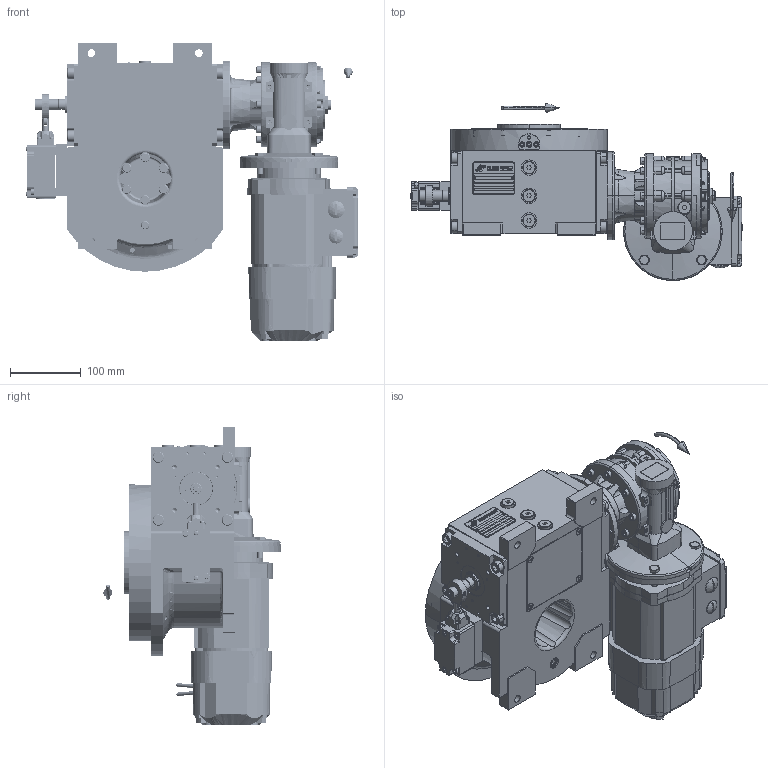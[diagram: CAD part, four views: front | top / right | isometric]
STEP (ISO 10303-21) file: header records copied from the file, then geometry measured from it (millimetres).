
FILE_DESCRIPTION (( 'STEP AP203' ), '1' );
FILE_NAME ('PC5200565.step', '2024-08-29T12:28:28', ( '' ), ( '' ), 'SwSTEP 2.0', 'SolidWorks 2020', '' );
FILE_SCHEMA (( 'CONFIG_CONTROL_DESIGN' ));
Length unit declared in the file: millimetre
Products named in the file (90): cfn2000_01_168; rig06_001_a_s_027; cfn2107_01_001; AS_900_38_30_003; cfn2155_01_056; cfn2000_01_126; AS_rig06_071_6_m; cfn2000_01_124; CFN2010_02_002^rig06_071_06_m_asm(2)_rig06_071_06_m_asm.stp; cfn2003_01_054; AS_cfn2400_01_001; cfn2128_04_004; RMI50_F1_LCB_SX_63B5; 900_38_10_49_4; cfn2010_01_015.prt; AS_rig06_016; CFN2203_02_001^rig06_071_06_m_asm(2)_rig06_071_06_m_asm.stp; rig06_003_6; CFN2104_02_017^RIG06_005_ASM_rig06_071_06_m_asm(2)_rig06_071_06_m_asm.stp; cfn2115_01_005; CFN2000_01_185^RIG06_005_ASM_rig06_071_06_m_asm(2)_rig06_071_06_m_asm.stp; AS_900_38_11_34_4; cfn2000_01_103; CFN2356_03_047^rig06_071_06_m_asm(2)_rig06_071_06_m_asm.stp; cfn2115_02_165; olio_agip_blasia_150; freccia_angolare_albero; 9004_1704; cfn2476_01_002_60x46; rig06_071_06_m_asm.stp; cfn2073_01_012; cfn2276_01_074; rig06_005_n_01; CFN2223_01-570X6-B^rig06_071_06_m_asm(2)_rig06_071_06_m_asm.stp; cfn2151_01_109; AS_900_38_10_49_4; AS_cfn2476_01_002_60x46; AS_rig06_004; cfn2400_01_001; cfn2128_19_002 ...
Assembly tree (87 placements, depth 5):
  CFN2203_02_001^rig06_071_06_m_asm(2)_rig06_071_06_m_asm.stp
  CFN2356_03_047^rig06_071_06_m_asm(2)_rig06_071_06_m_asm.stp
  cfn2115_02_165
  olio_agip_blasia_150
  cfn2276_01_074
Bounding box: 470.9 x 251.48 x 423.8 mm (x, y, z)
Volume: 6585691.9 mm3; surface area: 1193544.7 mm2
Topology: 74 solids, 74 shells, 4176 faces, 10692 edges, 6859 vertices
Faces by surface type: plane 1921, cylinder 1364, cone 624, torus 207, bspline 50, sphere 10
Entity records: 152558 total; most frequent: CARTESIAN_POINT 46476, ORIENTED_EDGE 20236, DIRECTION 19982, EDGE_CURVE 10118, AXIS2_PLACEMENT_3D 7213, VERTEX_POINT 6570, VECTOR 5556, LINE 5556
